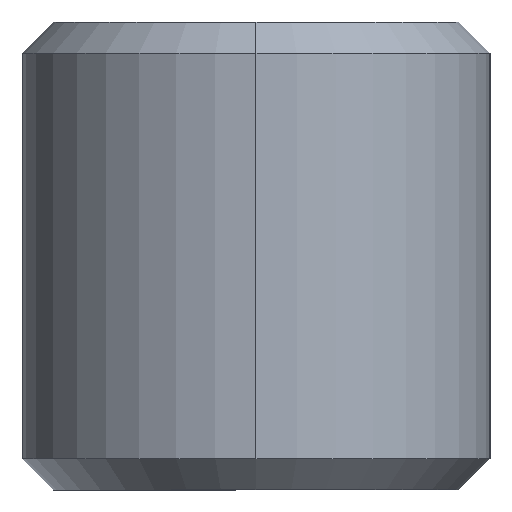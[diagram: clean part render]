
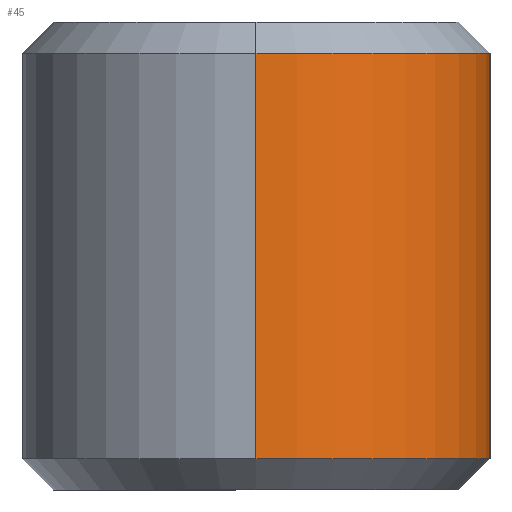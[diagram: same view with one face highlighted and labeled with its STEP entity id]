
A CAD part, left-side view. The second image highlights one B-rep face of the part: STEP entity #45.
In plain terms, the highlighted cylindrical face has radius 3 mm (diameter 6 mm), a partial arc.
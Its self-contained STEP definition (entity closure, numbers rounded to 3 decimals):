
#2 = AXIS2_PLACEMENT_3D ( 'NONE', #224, #407, #452 ) ;
#41 = CARTESIAN_POINT ( 'NONE',  ( 0., 0., 5.6 ) ) ;
#42 = LINE ( 'NONE', #214, #236 ) ;
#44 = ORIENTED_EDGE ( 'NONE', *, *, #306, .F. ) ;
#45 = ADVANCED_FACE ( 'E189', ( #53 ), #406, .T. ) ;
#53 = FACE_OUTER_BOUND ( 'NONE', #409, .T. ) ;
#54 = DIRECTION ( 'NONE',  ( -1., 0., 0. ) ) ;
#63 = EDGE_CURVE ( 'E190', #380, #499, #156, .T. ) ;
#78 = VERTEX_POINT ( 'NONE', #456 ) ;
#156 = CIRCLE ( 'NONE', #530, 3. ) ;
#176 = CARTESIAN_POINT ( 'NONE',  ( 3., -3., 0.4 ) ) ;
#179 = CIRCLE ( 'NONE', #533, 3. ) ;
#214 = CARTESIAN_POINT ( 'NONE',  ( 0., 0., 0. ) ) ;
#224 = CARTESIAN_POINT ( 'NONE',  ( 3., 0., 0. ) ) ;
#236 = VECTOR ( 'NONE', #505, 1000. ) ;
#278 = CARTESIAN_POINT ( 'NONE',  ( 3., 0., 5.6 ) ) ;
#306 = EDGE_CURVE ( 'E148', #380, #328, #516, .T. ) ;
#309 = EDGE_CURVE ( 'NONE', #499, #78, #42, .T. ) ;
#328 = VERTEX_POINT ( 'NONE', #176 ) ;
#334 = CARTESIAN_POINT ( 'NONE',  ( 3., -3., 5.6 ) ) ;
#380 = VERTEX_POINT ( 'NONE', #334 ) ;
#382 = ORIENTED_EDGE ( 'NONE', *, *, #309, .T. ) ;
#383 = CARTESIAN_POINT ( 'NONE',  ( 3., -3., 5.6 ) ) ;
#404 = DIRECTION ( 'NONE',  ( 0., 0., -1. ) ) ;
#406 = CYLINDRICAL_SURFACE ( 'NONE', #2, 3. ) ;
#407 = DIRECTION ( 'NONE',  ( 0., 0., -1. ) ) ;
#409 = EDGE_LOOP ( 'NONE', ( #549, #382, #422, #44 ) ) ;
#421 = DIRECTION ( 'NONE',  ( 0., 0., -1. ) ) ;
#422 = ORIENTED_EDGE ( 'NONE', *, *, #462, .F. ) ;
#449 = DIRECTION ( 'NONE',  ( -1., 0., 0. ) ) ;
#452 = DIRECTION ( 'NONE',  ( -1., 0., 0. ) ) ;
#456 = CARTESIAN_POINT ( 'NONE',  ( 0., 0., 0.4 ) ) ;
#462 = EDGE_CURVE ( 'E169', #328, #78, #179, .T. ) ;
#479 = DIRECTION ( 'NONE',  ( 0., 0., -1. ) ) ;
#482 = VECTOR ( 'NONE', #421, 1000. ) ;
#499 = VERTEX_POINT ( 'NONE', #41 ) ;
#505 = DIRECTION ( 'NONE',  ( 0., 0., -1. ) ) ;
#514 = CARTESIAN_POINT ( 'NONE',  ( 3., 0., 0.4 ) ) ;
#516 = LINE ( 'NONE', #383, #482 ) ;
#530 = AXIS2_PLACEMENT_3D ( 'NONE', #278, #404, #449 ) ;
#533 = AXIS2_PLACEMENT_3D ( 'NONE', #514, #479, #54 ) ;
#549 = ORIENTED_EDGE ( 'NONE', *, *, #63, .T. ) ;
